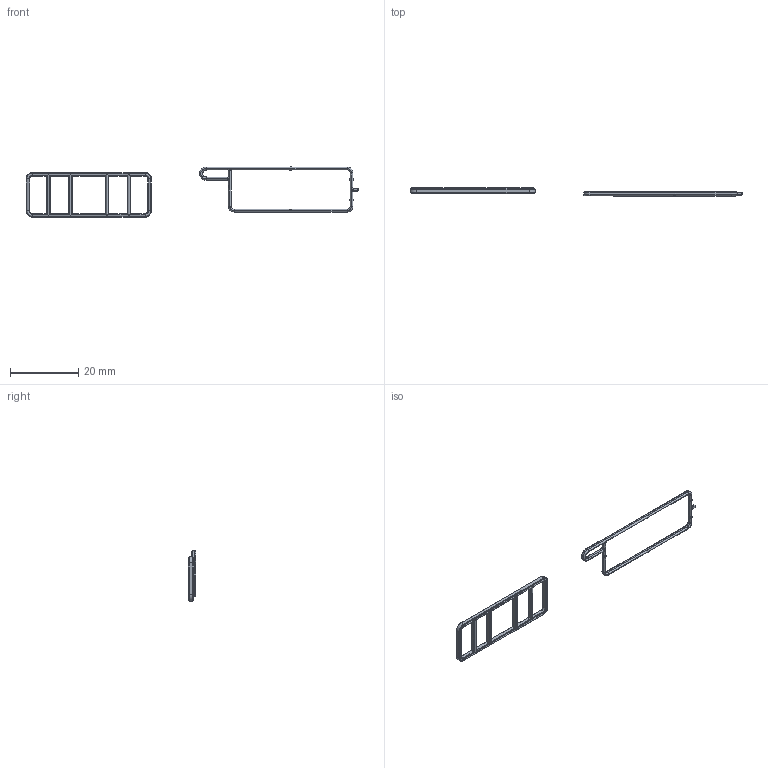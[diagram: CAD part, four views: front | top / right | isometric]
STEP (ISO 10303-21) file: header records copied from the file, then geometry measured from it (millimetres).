
FILE_DESCRIPTION (( 'STEP AP203' ), '1' );
FILE_NAME ('PAL-ACC16.step', '2020-10-29T13:45:38', ( '' ), ( '' ), 'SwSTEP 2.0', 'SolidWorks 2019', '' );
FILE_SCHEMA (( 'CONFIG_CONTROL_DESIGN' ));
Length unit declared in the file: millimetre
Products named in the file (1): PAL-ACC16
Bounding box: 97.64 x 2.35 x 14.79 mm (x, y, z)
Volume: 295.8 mm3; surface area: 1048.9 mm2
Topology: 2 solids, 2 shells, 486 faces, 1124 edges, 632 vertices
Faces by surface type: cylinder 203, plane 140, torus 119, cone 16, sphere 4, bspline 4
Entity records: 14032 total; most frequent: CARTESIAN_POINT 3055, DIRECTION 2427, ORIENTED_EDGE 2232, EDGE_CURVE 1116, AXIS2_PLACEMENT_3D 952, VERTEX_POINT 632, VECTOR 523, LINE 523
